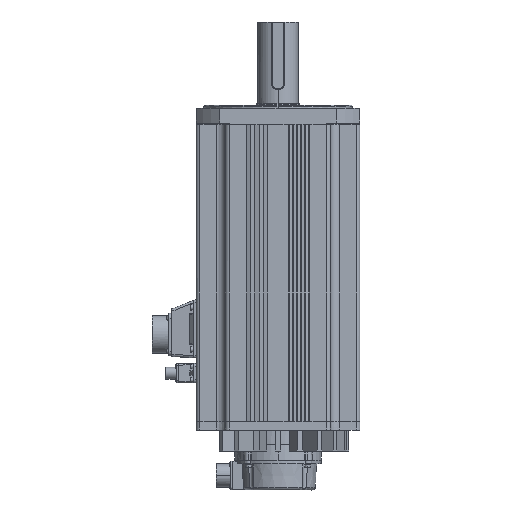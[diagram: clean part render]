
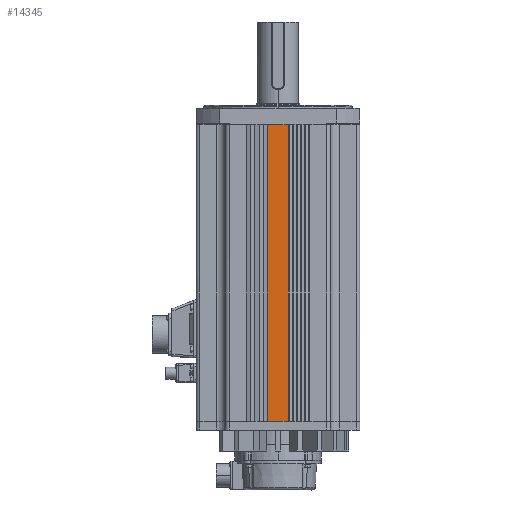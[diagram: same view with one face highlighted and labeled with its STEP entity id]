
A CAD part, left-side view. The second image highlights one B-rep face of the part: STEP entity #14345.
In plain terms, the highlighted planar face has unit normal (-1, 0, 0).
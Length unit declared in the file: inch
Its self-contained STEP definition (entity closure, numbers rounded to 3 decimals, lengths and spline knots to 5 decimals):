
#428 = CARTESIAN_POINT ( 'NONE',  ( -4.33071, 0.57087, -7.85433 ) ) ;
#2148 = DIRECTION ( 'NONE',  ( 1., 0., 0. ) ) ;
#2741 = CARTESIAN_POINT ( 'NONE',  ( -4.33071, 0.00004, 0. ) ) ;
#3211 = LINE ( 'NONE', #31893, #18392 ) ;
#3832 = ORIENTED_EDGE ( 'NONE', *, *, #35938, .F. ) ;
#7808 = EDGE_CURVE ( 'NONE', #15899, #12022, #3211, .T. ) ;
#9222 = DIRECTION ( 'NONE',  ( 0., 1., 0. ) ) ;
#12022 = VERTEX_POINT ( 'NONE', #13227 ) ;
#13227 = CARTESIAN_POINT ( 'NONE',  ( -4.33071, -0.53937, -15.70866 ) ) ;
#13462 = VECTOR ( 'NONE', #9222, 39.37008 ) ;
#13583 = EDGE_CURVE ( 'NONE', #36737, #12022, #13989, .T. ) ;
#13989 = LINE ( 'NONE', #26956, #29874 ) ;
#14345 = ADVANCED_FACE ( 'NONE', ( #23707 ), #30220, .F. ) ;
#15899 = VERTEX_POINT ( 'NONE', #39241 ) ;
#16743 = CARTESIAN_POINT ( 'NONE',  ( -4.33071, 0.57087, -15.70866 ) ) ;
#17189 = AXIS2_PLACEMENT_3D ( 'NONE', #27059, #2148, #21165 ) ;
#18392 = VECTOR ( 'NONE', #31686, 39.37008 ) ;
#18628 = LINE ( 'NONE', #2741, #13462 ) ;
#19993 = ORIENTED_EDGE ( 'NONE', *, *, #13583, .T. ) ;
#21165 = DIRECTION ( 'NONE',  ( 0., 0., -1. ) ) ;
#21900 = ORIENTED_EDGE ( 'NONE', *, *, #7808, .F. ) ;
#22246 = VECTOR ( 'NONE', #25741, 39.37008 ) ;
#23707 = FACE_OUTER_BOUND ( 'NONE', #39278, .T. ) ;
#25741 = DIRECTION ( 'NONE',  ( 0., 0., 1. ) ) ;
#26956 = CARTESIAN_POINT ( 'NONE',  ( -4.33071, 0., -15.70866 ) ) ;
#27059 = CARTESIAN_POINT ( 'NONE',  ( -4.33071, 0.01575, -7.85433 ) ) ;
#28175 = EDGE_CURVE ( 'NONE', #15899, #30915, #18628, .T. ) ;
#29874 = VECTOR ( 'NONE', #39322, 39.37008 ) ;
#30220 = PLANE ( 'NONE',  #17189 ) ;
#30915 = VERTEX_POINT ( 'NONE', #34815 ) ;
#31686 = DIRECTION ( 'NONE',  ( 0., 0., -1. ) ) ;
#31893 = CARTESIAN_POINT ( 'NONE',  ( -4.33071, -0.53937, -7.85433 ) ) ;
#32686 = ORIENTED_EDGE ( 'NONE', *, *, #28175, .T. ) ;
#34815 = CARTESIAN_POINT ( 'NONE',  ( -4.33071, 0.57087, 0. ) ) ;
#35938 = EDGE_CURVE ( 'NONE', #36737, #30915, #41436, .T. ) ;
#36737 = VERTEX_POINT ( 'NONE', #16743 ) ;
#39241 = CARTESIAN_POINT ( 'NONE',  ( -4.33071, -0.53937, 0. ) ) ;
#39278 = EDGE_LOOP ( 'NONE', ( #32686, #3832, #19993, #21900 ) ) ;
#39322 = DIRECTION ( 'NONE',  ( 0., -1., 0. ) ) ;
#41436 = LINE ( 'NONE', #428, #22246 ) ;
